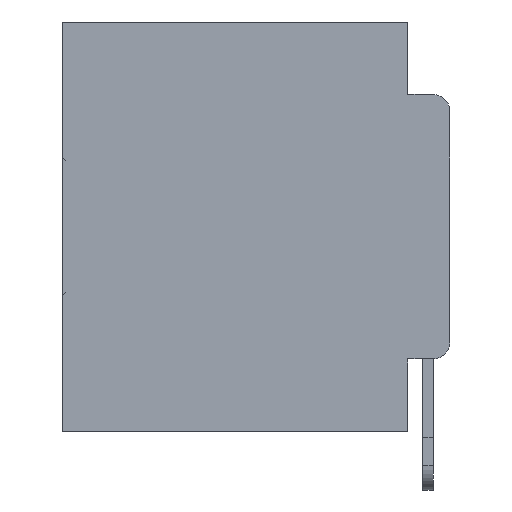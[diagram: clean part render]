
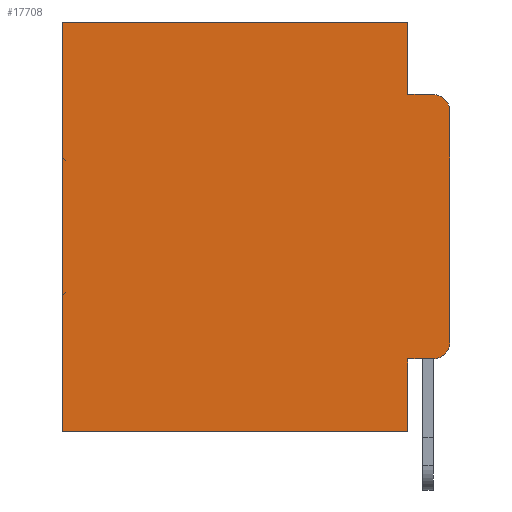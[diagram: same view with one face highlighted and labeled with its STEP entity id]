
A CAD part, left-side view. The second image highlights one B-rep face of the part: STEP entity #17708.
In plain terms, the highlighted planar face has unit normal (-1, 0, 0).
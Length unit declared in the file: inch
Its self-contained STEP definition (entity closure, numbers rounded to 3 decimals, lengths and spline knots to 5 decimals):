
#112 = ORIENTED_EDGE ( 'NONE', *, *, #15587, .F. ) ;
#253 = ORIENTED_EDGE ( 'NONE', *, *, #30188, .F. ) ;
#390 = VECTOR ( 'NONE', #24955, 39.37008 ) ;
#409 = LINE ( 'NONE', #7659, #21388 ) ;
#1143 = DIRECTION ( 'NONE',  ( 0., 0., -1. ) ) ;
#1528 = CARTESIAN_POINT ( 'NONE',  ( 0.298, 0., 0. ) ) ;
#1762 = LINE ( 'NONE', #22849, #15175 ) ;
#2050 = LINE ( 'NONE', #16477, #8523 ) ;
#3999 = VERTEX_POINT ( 'NONE', #27137 ) ;
#4407 = DIRECTION ( 'NONE',  ( 0., 0., -1. ) ) ;
#4477 = VERTEX_POINT ( 'NONE', #18098 ) ;
#4752 = VERTEX_POINT ( 'NONE', #31704 ) ;
#4896 = VERTEX_POINT ( 'NONE', #31086 ) ;
#4997 = EDGE_CURVE ( 'NONE', #19214, #16525, #28294, .T. ) ;
#7659 = CARTESIAN_POINT ( 'NONE',  ( 0.298, 0., 0. ) ) ;
#8523 = VECTOR ( 'NONE', #31025, 39.37008 ) ;
#8814 = VERTEX_POINT ( 'NONE', #9831 ) ;
#9159 = CARTESIAN_POINT ( 'NONE',  ( 0.298, 0., -0.5 ) ) ;
#9305 = CARTESIAN_POINT ( 'NONE',  ( 0.298, 0.473, 0. ) ) ;
#9448 = CARTESIAN_POINT ( 'NONE',  ( 0.298, 0.02, -0.0885 ) ) ;
#9634 = VECTOR ( 'NONE', #22697, 39.37008 ) ;
#9831 = CARTESIAN_POINT ( 'NONE',  ( 0.298, 0.473, -0.5 ) ) ;
#10200 = EDGE_CURVE ( 'NONE', #16525, #8814, #30456, .T. ) ;
#10310 = DIRECTION ( 'NONE',  ( 0., 1., 0. ) ) ;
#10411 = EDGE_CURVE ( 'NONE', #20426, #8814, #29359, .T. ) ;
#10839 = VERTEX_POINT ( 'NONE', #27385 ) ;
#12820 = DIRECTION ( 'NONE',  ( 0., -1., 0. ) ) ;
#13948 = LINE ( 'NONE', #22515, #390 ) ;
#14618 = CARTESIAN_POINT ( 'NONE',  ( 0.298, 0.051, -0.5 ) ) ;
#15006 = ORIENTED_EDGE ( 'NONE', *, *, #20569, .F. ) ;
#15175 = VECTOR ( 'NONE', #12820, 39.37008 ) ;
#15587 = EDGE_CURVE ( 'NONE', #4477, #4896, #2050, .T. ) ;
#15858 = DIRECTION ( 'NONE',  ( -1., 0., 0. ) ) ;
#16437 = DIRECTION ( 'NONE',  ( 0., 0., -1. ) ) ;
#16477 = CARTESIAN_POINT ( 'NONE',  ( 0.298, 0.051, 0. ) ) ;
#16525 = VERTEX_POINT ( 'NONE', #14618 ) ;
#17092 = DIRECTION ( 'NONE',  ( -1., 0., 0. ) ) ;
#17319 = EDGE_LOOP ( 'NONE', ( #253, #26147, #15006, #112, #25113, #17981, #23954, #26619, #17860, #31288 ) ) ;
#17708 = ADVANCED_FACE ( 'NONE', ( #23399 ), #27090, .F. ) ;
#17860 = ORIENTED_EDGE ( 'NONE', *, *, #30772, .T. ) ;
#17981 = ORIENTED_EDGE ( 'NONE', *, *, #10411, .T. ) ;
#18098 = CARTESIAN_POINT ( 'NONE',  ( 0.298, 0.051, 0. ) ) ;
#18281 = LINE ( 'NONE', #30268, #24021 ) ;
#18356 = CIRCLE ( 'NONE', #18461, 0.02 ) ;
#18389 = VECTOR ( 'NONE', #26595, 39.37008 ) ;
#18461 = AXIS2_PLACEMENT_3D ( 'NONE', #31505, #17092, #1143 ) ;
#19194 = VERTEX_POINT ( 'NONE', #9448 ) ;
#19214 = VERTEX_POINT ( 'NONE', #24546 ) ;
#19910 = DIRECTION ( 'NONE',  ( 1., 0., 0. ) ) ;
#20247 = CARTESIAN_POINT ( 'NONE',  ( 0.298, 0.473, 0. ) ) ;
#20426 = VERTEX_POINT ( 'NONE', #9305 ) ;
#20569 = EDGE_CURVE ( 'NONE', #4896, #19194, #13948, .T. ) ;
#21149 = VECTOR ( 'NONE', #16437, 39.37008 ) ;
#21388 = VECTOR ( 'NONE', #10310, 39.37008 ) ;
#21937 = AXIS2_PLACEMENT_3D ( 'NONE', #30334, #15858, #32660 ) ;
#22515 = CARTESIAN_POINT ( 'NONE',  ( 0.298, 0.051, -0.0885 ) ) ;
#22697 = DIRECTION ( 'NONE',  ( 0., 0., -1. ) ) ;
#22849 = CARTESIAN_POINT ( 'NONE',  ( 0.298, 0.051, -0.4115 ) ) ;
#23399 = FACE_OUTER_BOUND ( 'NONE', #17319, .T. ) ;
#23787 = EDGE_CURVE ( 'NONE', #4752, #19194, #32225, .T. ) ;
#23954 = ORIENTED_EDGE ( 'NONE', *, *, #10200, .F. ) ;
#24021 = VECTOR ( 'NONE', #32595, 39.37008 ) ;
#24546 = CARTESIAN_POINT ( 'NONE',  ( 0.298, 0.051, -0.4115 ) ) ;
#24955 = DIRECTION ( 'NONE',  ( 0., -1., 0. ) ) ;
#25077 = EDGE_CURVE ( 'NONE', #4477, #20426, #409, .T. ) ;
#25113 = ORIENTED_EDGE ( 'NONE', *, *, #25077, .T. ) ;
#26147 = ORIENTED_EDGE ( 'NONE', *, *, #23787, .T. ) ;
#26595 = DIRECTION ( 'NONE',  ( 0., 1., 0. ) ) ;
#26619 = ORIENTED_EDGE ( 'NONE', *, *, #4997, .F. ) ;
#27090 = PLANE ( 'NONE',  #28646 ) ;
#27137 = CARTESIAN_POINT ( 'NONE',  ( 0.298, 0., -0.3915 ) ) ;
#27385 = CARTESIAN_POINT ( 'NONE',  ( 0.298, 0.02, -0.4115 ) ) ;
#27636 = EDGE_CURVE ( 'NONE', #10839, #3999, #18356, .T. ) ;
#28294 = LINE ( 'NONE', #30889, #21149 ) ;
#28646 = AXIS2_PLACEMENT_3D ( 'NONE', #1528, #19910, #4407 ) ;
#29359 = LINE ( 'NONE', #20247, #9634 ) ;
#30188 = EDGE_CURVE ( 'NONE', #4752, #3999, #18281, .T. ) ;
#30268 = CARTESIAN_POINT ( 'NONE',  ( 0.298, 0., 0. ) ) ;
#30334 = CARTESIAN_POINT ( 'NONE',  ( 0.298, 0.02, -0.1085 ) ) ;
#30456 = LINE ( 'NONE', #9159, #18389 ) ;
#30772 = EDGE_CURVE ( 'NONE', #19214, #10839, #1762, .T. ) ;
#30889 = CARTESIAN_POINT ( 'NONE',  ( 0.298, 0.051, 0. ) ) ;
#31025 = DIRECTION ( 'NONE',  ( 0., 0., -1. ) ) ;
#31086 = CARTESIAN_POINT ( 'NONE',  ( 0.298, 0.051, -0.0885 ) ) ;
#31288 = ORIENTED_EDGE ( 'NONE', *, *, #27636, .T. ) ;
#31505 = CARTESIAN_POINT ( 'NONE',  ( 0.298, 0.02, -0.3915 ) ) ;
#31704 = CARTESIAN_POINT ( 'NONE',  ( 0.298, 0., -0.1085 ) ) ;
#32225 = CIRCLE ( 'NONE', #21937, 0.02 ) ;
#32595 = DIRECTION ( 'NONE',  ( 0., 0., -1. ) ) ;
#32660 = DIRECTION ( 'NONE',  ( 0., 0., -1. ) ) ;
